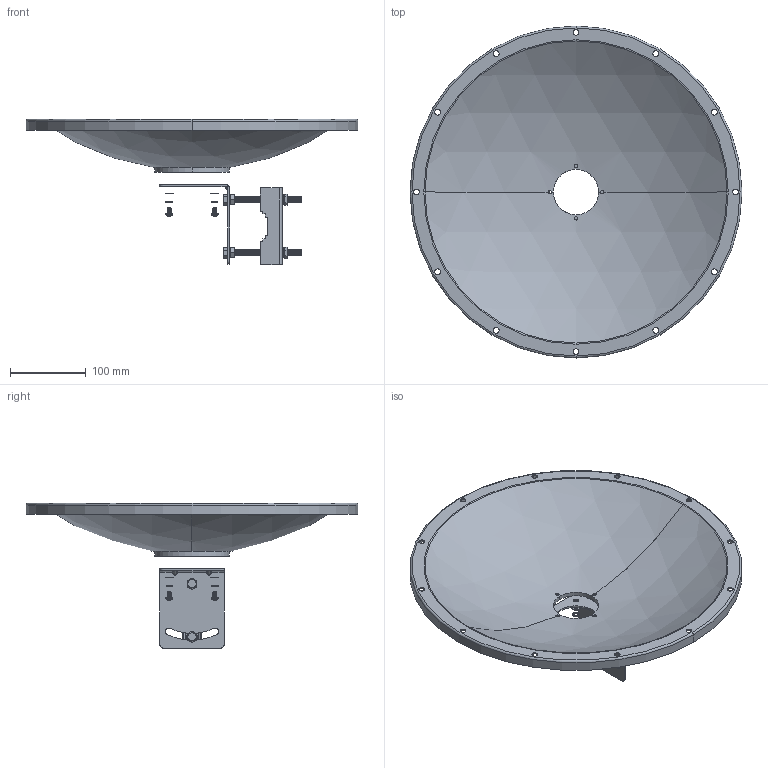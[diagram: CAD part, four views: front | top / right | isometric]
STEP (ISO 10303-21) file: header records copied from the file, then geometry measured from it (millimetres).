
FILE_DESCRIPTION (( 'STEP AP214' ), '1' );
FILE_NAME ('HGDH-400.STEP', '2013-08-07T15:58:11', ( 'L-Com' ), ( 'L-Com Global Connectivity' ), 'SwSTEP 2.0', 'SolidWorks 2012', '' );
FILE_SCHEMA (( 'AUTOMOTIVE_DESIGN' ));
Length unit declared in the file: inch
Products named in the file (7): HG4958DP-25D_BoltBracket; XFW-0005; XFW-0004; HG4958DP-25D_Bracket; HG4958DP-25D_Screw; HG4958DP-25D_Dish; HGDH-400
Assembly tree (15 placements, depth 2):
  HGDH-400
    HG4958DP-25D_Dish
    HG4958DP-25D_Screw  x4
    HG4958DP-25D_Bracket
    XFW-0004  x4
    XFW-0005  x4
    HG4958DP-25D_BoltBracket
Bounding box: 438.15 x 438.15 x 192.24 mm (x, y, z)
Volume: 350736.8 mm3; surface area: 425890.8 mm2
Topology: 15 solids, 15 shells, 1335 faces, 2936 edges, 1652 vertices
Faces by surface type: cone 832, plane 200, cylinder 169, torus 100, bspline 20, sphere 14
Entity records: 33280 total; most frequent: CARTESIAN_POINT 7620, DIRECTION 5510, ORIENTED_EDGE 4720, EDGE_CURVE 2360, AXIS2_PLACEMENT_3D 2222, VERTEX_POINT 1316, EDGE_LOOP 1162, CIRCLE 1150
